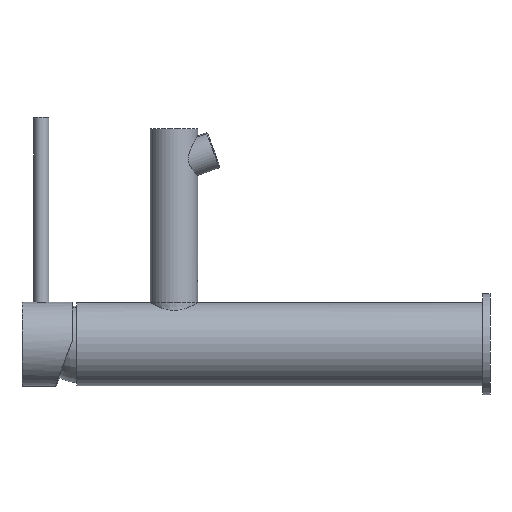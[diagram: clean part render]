
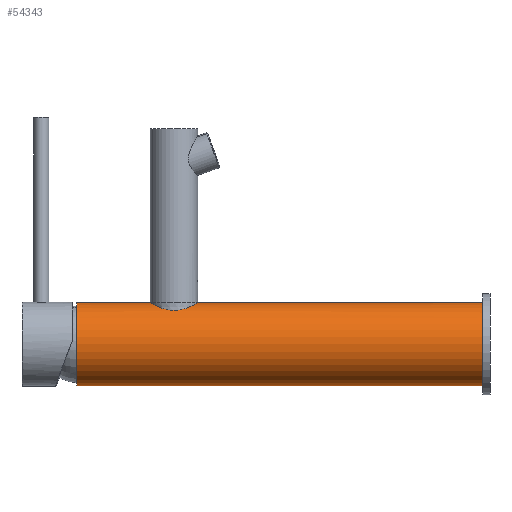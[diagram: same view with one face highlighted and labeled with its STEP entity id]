
A CAD part, left-side view. The second image highlights one B-rep face of the part: STEP entity #54343.
In plain terms, the highlighted cylindrical face has radius 22.225 mm (diameter 44.45 mm), a partial arc.
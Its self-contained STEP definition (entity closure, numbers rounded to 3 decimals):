
#344 = DIRECTION ( 'NONE',  ( 0., -1., 0. ) ) ;
#922 = CARTESIAN_POINT ( 'NONE',  ( -2.977, 181.508, 22.029 ) ) ;
#1247 = CARTESIAN_POINT ( 'NONE',  ( -10.438, 176.507, 19.623 ) ) ;
#1716 = CARTESIAN_POINT ( 'NONE',  ( 0., 4., 0. ) ) ;
#2671 = CARTESIAN_POINT ( 'NONE',  ( -12.15, 164.794, 18.611 ) ) ;
#2956 = CARTESIAN_POINT ( 'NONE',  ( -5.771, 157.488, 21.478 ) ) ;
#4091 = EDGE_CURVE ( 'NONE', #42754, #35014, #58965, .T. ) ;
#4676 = EDGE_CURVE ( 'NONE', #70997, #35810, #38935, .T. ) ;
#4715 = ORIENTED_EDGE ( 'NONE', *, *, #37253, .T. ) ;
#7160 = LINE ( 'NONE', #76501, #44743 ) ;
#7276 = VERTEX_POINT ( 'NONE', #89704 ) ;
#8053 = CARTESIAN_POINT ( 'NONE',  ( -4.21, 181.148, 21.827 ) ) ;
#8349 = CARTESIAN_POINT ( 'NONE',  ( -11.519, 174.756, 19.011 ) ) ;
#9772 = CARTESIAN_POINT ( 'NONE',  ( -11.68, 163.627, 18.909 ) ) ;
#10100 = CARTESIAN_POINT ( 'NONE',  ( -4.2, 156.848, 21.828 ) ) ;
#12668 = DIRECTION ( 'NONE',  ( 0., -1., 0. ) ) ;
#15190 = CARTESIAN_POINT ( 'NONE',  ( -5.773, 180.511, 21.477 ) ) ;
#15497 = CARTESIAN_POINT ( 'NONE',  ( -12.148, 173.209, 18.611 ) ) ;
#16897 = CARTESIAN_POINT ( 'NONE',  ( -11.104, 162.52, 19.253 ) ) ;
#17191 = CARTESIAN_POINT ( 'NONE',  ( -2.975, 156.492, 22.029 ) ) ;
#20373 = CYLINDRICAL_SURFACE ( 'NONE', #47171, 22.225 ) ;
#22258 = ORIENTED_EDGE ( 'NONE', *, *, #4091, .T. ) ;
#22350 = CARTESIAN_POINT ( 'NONE',  ( -7.542, 179.412, 20.909 ) ) ;
#22637 = CARTESIAN_POINT ( 'NONE',  ( -12.507, 171.98, 18.372 ) ) ;
#22996 = VERTEX_POINT ( 'NONE', #84922 ) ;
#24052 = CARTESIAN_POINT ( 'NONE',  ( -10.194, 161.134, 19.756 ) ) ;
#24360 = CARTESIAN_POINT ( 'NONE',  ( -0.871, 156.15, 22.225 ) ) ;
#27527 = ORIENTED_EDGE ( 'NONE', *, *, #57906, .F. ) ;
#28682 = CARTESIAN_POINT ( 'NONE',  ( 0., 4., 22.225 ) ) ;
#29135 = CARTESIAN_POINT ( 'NONE',  ( 0., 181.85, 22.225 ) ) ;
#29254 = FACE_OUTER_BOUND ( 'NONE', #89353, .T. ) ;
#29405 = CARTESIAN_POINT ( 'NONE',  ( -8.51, 178.637, 20.534 ) ) ;
#29705 = CARTESIAN_POINT ( 'NONE',  ( -12.741, 170.722, 18.21 ) ) ;
#30252 = DIRECTION ( 'NONE',  ( 0., -1., 0. ) ) ;
#30801 = CARTESIAN_POINT ( 'NONE',  ( -12.85, 169., 18.134 ) ) ;
#31115 = CARTESIAN_POINT ( 'NONE',  ( -8.803, 159.63, 20.41 ) ) ;
#32529 = ORIENTED_EDGE ( 'NONE', *, *, #4676, .F. ) ;
#34458 = VECTOR ( 'NONE', #30252, 1000. ) ;
#35014 = VERTEX_POINT ( 'NONE', #49245 ) ;
#35051 = DIRECTION ( 'NONE',  ( 0., -1., 0. ) ) ;
#35810 = VERTEX_POINT ( 'NONE', #58299 ) ;
#36164 = CARTESIAN_POINT ( 'NONE',  ( -0.871, 181.85, 22.225 ) ) ;
#36470 = CARTESIAN_POINT ( 'NONE',  ( -9.391, 177.781, 20.146 ) ) ;
#36787 = CARTESIAN_POINT ( 'NONE',  ( -12.85, 169.435, 18.134 ) ) ;
#37253 = EDGE_CURVE ( 'NONE', #70997, #42754, #62405, .T. ) ;
#37261 = DIRECTION ( 'NONE',  ( 0., 0., 1. ) ) ;
#37917 = CARTESIAN_POINT ( 'NONE',  ( -12.763, 167.278, 18.196 ) ) ;
#38211 = CARTESIAN_POINT ( 'NONE',  ( -7.857, 158.823, 20.793 ) ) ;
#38935 = LINE ( 'NONE', #58707, #34458 ) ;
#40251 = VECTOR ( 'NONE', #35051, 1000. ) ;
#40975 = DIRECTION ( 'NONE',  ( 0., -1., 0. ) ) ;
#42689 = CARTESIAN_POINT ( 'NONE',  ( 0., 221., 0. ) ) ;
#42754 = VERTEX_POINT ( 'NONE', #60216 ) ;
#43296 = CARTESIAN_POINT ( 'NONE',  ( -1.723, 181.762, 22.174 ) ) ;
#43573 = CARTESIAN_POINT ( 'NONE',  ( -10.189, 176.84, 19.754 ) ) ;
#44743 = VECTOR ( 'NONE', #12668, 1000. ) ;
#44965 = CARTESIAN_POINT ( 'NONE',  ( -12.401, 165.607, 18.444 ) ) ;
#45269 = CARTESIAN_POINT ( 'NONE',  ( -6.499, 157.884, 21.266 ) ) ;
#45872 = CARTESIAN_POINT ( 'NONE',  ( 0., 221., 22.225 ) ) ;
#47171 = AXIS2_PLACEMENT_3D ( 'NONE', #1716, #51164, #37261 ) ;
#48848 = ORIENTED_EDGE ( 'NONE', *, *, #69153, .F. ) ;
#49245 = CARTESIAN_POINT ( 'NONE',  ( 0., 4., -22.225 ) ) ;
#49676 = EDGE_CURVE ( 'NONE', #7276, #22996, #82035, .T. ) ;
#49812 = DIRECTION ( 'NONE',  ( 0., 0., 1. ) ) ;
#50365 = CARTESIAN_POINT ( 'NONE',  ( -3.391, 181.402, 21.969 ) ) ;
#50667 = CARTESIAN_POINT ( 'NONE',  ( -11.127, 175.48, 19.246 ) ) ;
#51164 = DIRECTION ( 'NONE',  ( 0., -1., 0. ) ) ;
#52056 = CARTESIAN_POINT ( 'NONE',  ( -12.005, 164.398, 18.705 ) ) ;
#52353 = CARTESIAN_POINT ( 'NONE',  ( -4.604, 156.996, 21.747 ) ) ;
#54206 = ORIENTED_EDGE ( 'NONE', *, *, #89631, .F. ) ;
#54343 = ADVANCED_FACE ( 'NONE', ( #29254 ), #20373, .T. ) ;
#56608 = AXIS2_PLACEMENT_3D ( 'NONE', #83099, #40975, #90083 ) ;
#57446 = CARTESIAN_POINT ( 'NONE',  ( -4.61, 181.002, 21.745 ) ) ;
#57758 = CARTESIAN_POINT ( 'NONE',  ( -12.004, 173.604, 18.705 ) ) ;
#57906 = EDGE_CURVE ( 'NONE', #67565, #35014, #66800, .T. ) ;
#58299 = CARTESIAN_POINT ( 'NONE',  ( 0., 181.85, 22.225 ) ) ;
#58707 = CARTESIAN_POINT ( 'NONE',  ( 0., 4., 22.225 ) ) ;
#58965 = LINE ( 'NONE', #59002, #40251 ) ;
#59002 = CARTESIAN_POINT ( 'NONE',  ( 0., 4., -22.225 ) ) ;
#59148 = CARTESIAN_POINT ( 'NONE',  ( -11.5, 163.252, 19.02 ) ) ;
#59459 = CARTESIAN_POINT ( 'NONE',  ( -3.386, 156.597, 21.969 ) ) ;
#60216 = CARTESIAN_POINT ( 'NONE',  ( 0., 221., -22.225 ) ) ;
#62405 = CIRCLE ( 'NONE', #68242, 22.225 ) ;
#64544 = CARTESIAN_POINT ( 'NONE',  ( -6.505, 180.113, 21.264 ) ) ;
#64836 = CARTESIAN_POINT ( 'NONE',  ( -12.401, 172.395, 18.444 ) ) ;
#66250 = CARTESIAN_POINT ( 'NONE',  ( -10.888, 162.162, 19.377 ) ) ;
#66577 = CARTESIAN_POINT ( 'NONE',  ( -1.725, 156.238, 22.174 ) ) ;
#66800 = CIRCLE ( 'NONE', #56608, 22.225 ) ;
#67565 = VERTEX_POINT ( 'NONE', #28682 ) ;
#68242 = AXIS2_PLACEMENT_3D ( 'NONE', #42689, #344, #49812 ) ;
#69153 = EDGE_CURVE ( 'NONE', #22996, #67565, #7160, .T. ) ;
#70997 = VERTEX_POINT ( 'NONE', #45872 ) ;
#71610 = CARTESIAN_POINT ( 'NONE',  ( -7.875, 179.162, 20.786 ) ) ;
#71920 = CARTESIAN_POINT ( 'NONE',  ( -12.677, 171.144, 18.255 ) ) ;
#73318 = CARTESIAN_POINT ( 'NONE',  ( -9.674, 160.502, 20.019 ) ) ;
#73635 = CARTESIAN_POINT ( 'NONE',  ( 0., 156.15, 22.225 ) ) ;
#76501 = CARTESIAN_POINT ( 'NONE',  ( 0., 4., 22.225 ) ) ;
#78743 = CARTESIAN_POINT ( 'NONE',  ( -8.813, 178.361, 20.406 ) ) ;
#78753 = ORIENTED_EDGE ( 'NONE', *, *, #49676, .F. ) ;
#79012 = CARTESIAN_POINT ( 'NONE',  ( -12.828, 169.868, 18.149 ) ) ;
#80076 = CARTESIAN_POINT ( 'NONE',  ( -12.85, 168.13, 18.134 ) ) ;
#80378 = CARTESIAN_POINT ( 'NONE',  ( -8.496, 159.351, 20.54 ) ) ;
#81042 = B_SPLINE_CURVE_WITH_KNOTS ( 'NONE', 3,
 ( #29135, #36164, #43296, #922, #50365, #8053, #57446, #15190, #64544, #22350, #71610, #29405, #78743, #36470, #85732, #43573, #1247, #50667, #8349, #57758, #15497, #64836, #22637, #71920, #29705, #79012, #36787, #86045 ),
 .UNSPECIFIED., .F., .F.,
 ( 4, 2, 2, 2, 2, 2, 2, 2, 2, 2, 2, 2, 2, 4 ),
 ( 0., 0.003, 0.004, 0.005, 0.008, 0.009, 0.01, 0.012, 0.013, 0.015, 0.017, 0.018, 0.019, 0.021 ),
 .UNSPECIFIED. ) ;
#82035 = B_SPLINE_CURVE_WITH_KNOTS ( 'NONE', 3,
 ( #30801, #80076, #37917, #87102, #44965, #2671, #52056, #9772, #59148, #16897, #66250, #24052, #73318, #31115, #80378, #38211, #87403, #45269, #2956, #52353, #10100, #59459, #17191, #66577, #24360, #73635 ),
 .UNSPECIFIED., .F., .F.,
 ( 4, 2, 2, 2, 2, 2, 2, 2, 2, 2, 2, 2, 4 ),
 ( 0.021, 0.023, 0.024, 0.026, 0.027, 0.028, 0.031, 0.032, 0.033, 0.036, 0.037, 0.039, 0.041 ),
 .UNSPECIFIED. ) ;
#83099 = CARTESIAN_POINT ( 'NONE',  ( 0., 4., 0. ) ) ;
#84922 = CARTESIAN_POINT ( 'NONE',  ( 0., 156.15, 22.225 ) ) ;
#85732 = CARTESIAN_POINT ( 'NONE',  ( -9.666, 177.477, 20.015 ) ) ;
#86045 = CARTESIAN_POINT ( 'NONE',  ( -12.85, 169., 18.134 ) ) ;
#87102 = CARTESIAN_POINT ( 'NONE',  ( -12.508, 166.023, 18.372 ) ) ;
#87403 = CARTESIAN_POINT ( 'NONE',  ( -7.526, 158.576, 20.915 ) ) ;
#89353 = EDGE_LOOP ( 'NONE', ( #4715, #22258, #27527, #48848, #78753, #54206, #32529 ) ) ;
#89631 = EDGE_CURVE ( 'NONE', #35810, #7276, #81042, .T. ) ;
#89704 = CARTESIAN_POINT ( 'NONE',  ( -12.85, 169., 18.134 ) ) ;
#90083 = DIRECTION ( 'NONE',  ( 0., 0., 1. ) ) ;
